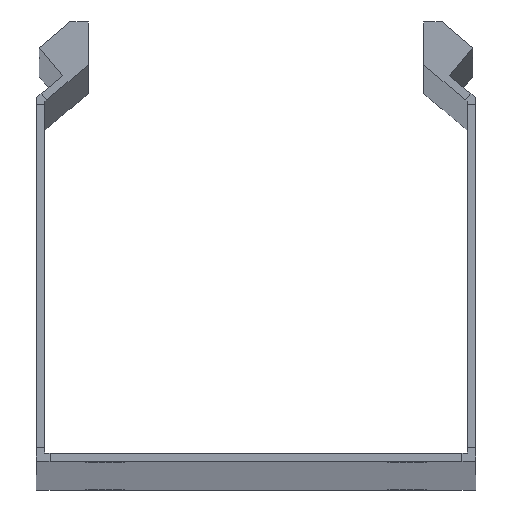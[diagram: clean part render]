
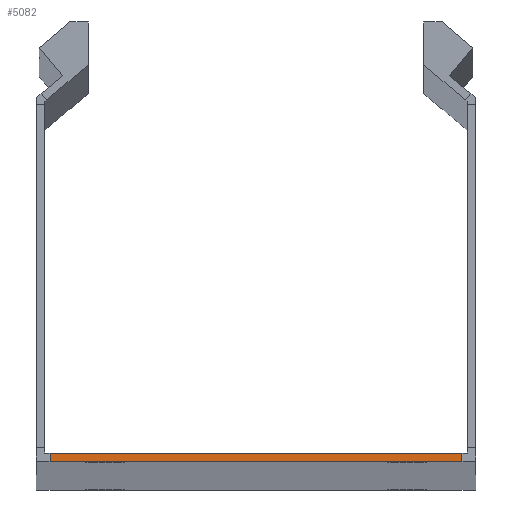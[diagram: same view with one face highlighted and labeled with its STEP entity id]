
A CAD part, top view. The second image highlights one B-rep face of the part: STEP entity #5082.
In plain terms, the highlighted planar face has unit normal (0, 0, 1).
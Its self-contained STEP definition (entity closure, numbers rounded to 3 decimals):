
#113 = LINE ( 'NONE', #5041, #687 ) ;
#212 = LINE ( 'NONE', #2704, #362 ) ;
#335 = EDGE_CURVE ( 'NONE', #4196, #5150, #4388, .T. ) ;
#362 = VECTOR ( 'NONE', #874, 1000. ) ;
#409 = DIRECTION ( 'NONE',  ( 0., 0., 1. ) ) ;
#687 = VECTOR ( 'NONE', #5905, 1000. ) ;
#874 = DIRECTION ( 'NONE',  ( 0., -1., 0. ) ) ;
#1181 = LINE ( 'NONE', #1618, #3772 ) ;
#1258 = ORIENTED_EDGE ( 'NONE', *, *, #5076, .T. ) ;
#1304 = CARTESIAN_POINT ( 'NONE',  ( -37.5, 0., 1500. ) ) ;
#1349 = DIRECTION ( 'NONE',  ( 1., 0., 0. ) ) ;
#1502 = VERTEX_POINT ( 'NONE', #1304 ) ;
#1618 = CARTESIAN_POINT ( 'NONE',  ( -40., 0., 1500. ) ) ;
#1852 = CARTESIAN_POINT ( 'NONE',  ( 37.5, 1.5, 1500. ) ) ;
#2084 = EDGE_LOOP ( 'NONE', ( #4155, #5887, #2879, #1258 ) ) ;
#2112 = DIRECTION ( 'NONE',  ( -1., 0., 0. ) ) ;
#2448 = EDGE_CURVE ( 'NONE', #5163, #4196, #113, .T. ) ;
#2568 = CARTESIAN_POINT ( 'NONE',  ( -40., 1.5, 1500. ) ) ;
#2704 = CARTESIAN_POINT ( 'NONE',  ( -37.5, 1.5, 1500. ) ) ;
#2798 = CARTESIAN_POINT ( 'NONE',  ( 37.5, 0., 1500. ) ) ;
#2879 = ORIENTED_EDGE ( 'NONE', *, *, #335, .T. ) ;
#2968 = DIRECTION ( 'NONE',  ( -1., 0., 0. ) ) ;
#3161 = VECTOR ( 'NONE', #2112, 1000. ) ;
#3573 = CARTESIAN_POINT ( 'NONE',  ( 38.5, 2.5, 1500. ) ) ;
#3772 = VECTOR ( 'NONE', #2968, 1000. ) ;
#3850 = EDGE_CURVE ( 'NONE', #5163, #1502, #1181, .T. ) ;
#4155 = ORIENTED_EDGE ( 'NONE', *, *, #3850, .F. ) ;
#4196 = VERTEX_POINT ( 'NONE', #1852 ) ;
#4388 = LINE ( 'NONE', #2568, #3161 ) ;
#4553 = FACE_OUTER_BOUND ( 'NONE', #2084, .T. ) ;
#4783 = AXIS2_PLACEMENT_3D ( 'NONE', #3573, #409, #1349 ) ;
#5041 = CARTESIAN_POINT ( 'NONE',  ( 37.5, 0., 1500. ) ) ;
#5076 = EDGE_CURVE ( 'NONE', #5150, #1502, #212, .T. ) ;
#5082 = ADVANCED_FACE ( 'NONE', ( #4553 ), #5923, .T. ) ;
#5150 = VERTEX_POINT ( 'NONE', #5904 ) ;
#5163 = VERTEX_POINT ( 'NONE', #2798 ) ;
#5887 = ORIENTED_EDGE ( 'NONE', *, *, #2448, .T. ) ;
#5904 = CARTESIAN_POINT ( 'NONE',  ( -37.5, 1.5, 1500. ) ) ;
#5905 = DIRECTION ( 'NONE',  ( 0., 1., 0. ) ) ;
#5923 = PLANE ( 'NONE',  #4783 ) ;
